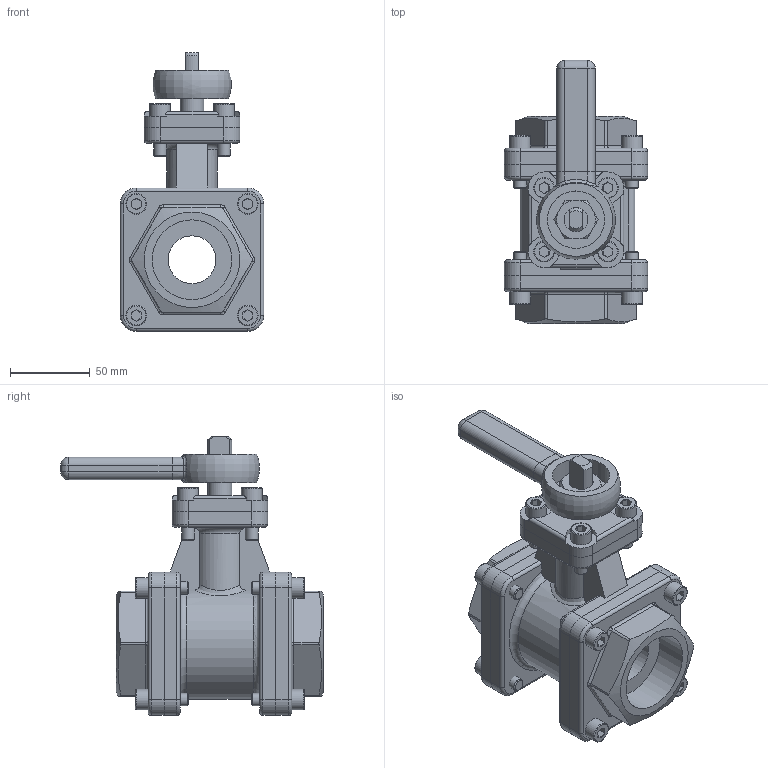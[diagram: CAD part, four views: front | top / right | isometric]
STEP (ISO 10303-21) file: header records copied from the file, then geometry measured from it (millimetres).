
FILE_DESCRIPTION(/* description */ ('Unknown'),/* implementation_level */ '2;1');
FILE_NAME(/* name */ 'staabva',/* time_stamp */ '2021-10-25T17:40:48+01:00',/* author */ ('Unknown'),/* organization */ ('Unknown'),/* preprocessor_version */ 'ST-DEVELOPER v16.7',/* originating_system */ 'Solid Edge',/* authorisation */ 'Unknown');
FILE_SCHEMA (('AUTOMOTIVE_DESIGN {1 0 10303 214 3 1 1}'));
Length unit declared in the file: millimetre
Products named in the file (12): staabva; seva01; seva02; seva03; seva04; seva06; seva05; seva07; seva08; seva09
Assembly tree (20 placements, depth 3):
  staabva
    seva01
    seva02
    seva03  x2
    seva04  x2
      seva04
      seva06
    seva05
      seva05
      seva06  x4
    seva07
    seva08
    seva09
Bounding box: 90 x 165 x 175 mm (x, y, z)
Volume: 689417.2 mm3; surface area: 196858.5 mm2
Topology: 22 solids, 22 shells, 612 faces, 1428 edges, 892 vertices
Faces by surface type: plane 316, cylinder 189, torus 57, cone 30, sphere 12, bspline 8
Full cylindrical faces by diameter (mm): 3 x8, 6.917 x12, 8 x12, 10 x14, 13 x12, 15 x5, 20 x2, 30 x4, 36 x1, 50 x2, 55 x2, 60 x1, 65 x4
Entity records: 10275 total; most frequent: CARTESIAN_POINT 2131, DIRECTION 1652, ORIENTED_EDGE 1448, EDGE_CURVE 724, AXIS2_PLACEMENT_3D 663, VERTEX_POINT 484, EDGE_LOOP 454, FACE_BOUND 454
